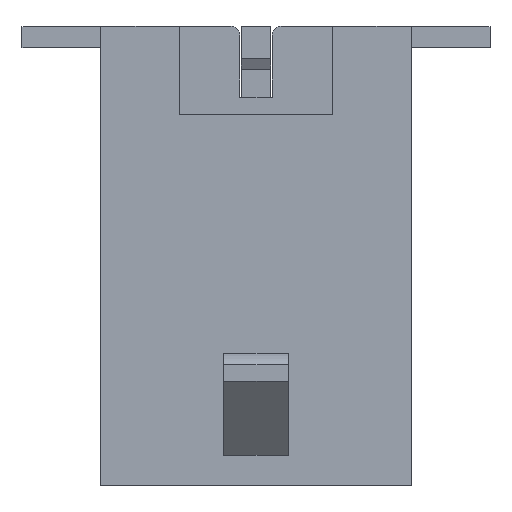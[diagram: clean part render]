
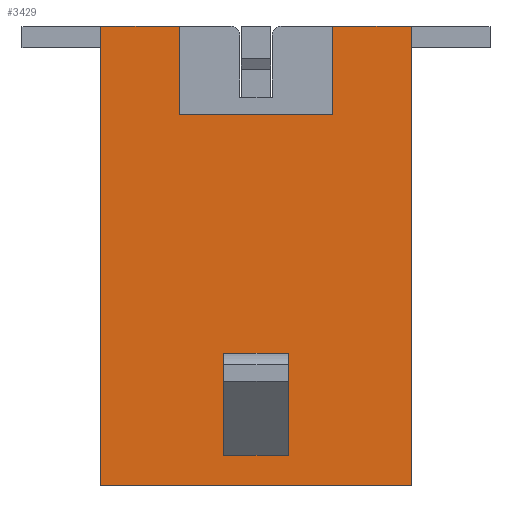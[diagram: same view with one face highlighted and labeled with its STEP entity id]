
A CAD part, top view. The second image highlights one B-rep face of the part: STEP entity #3429.
In plain terms, the highlighted planar face has unit normal (0, 0, 1).
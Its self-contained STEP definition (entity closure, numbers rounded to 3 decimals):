
#397=ORIENTED_EDGE('',*,*,#1331,.F.);
#398=ORIENTED_EDGE('',*,*,#1332,.F.);
#399=ORIENTED_EDGE('',*,*,#1333,.T.);
#400=ORIENTED_EDGE('',*,*,#1191,.F.);
#401=ORIENTED_EDGE('',*,*,#1330,.F.);
#402=ORIENTED_EDGE('',*,*,#1108,.T.);
#403=ORIENTED_EDGE('',*,*,#1321,.T.);
#404=ORIENTED_EDGE('',*,*,#1199,.F.);
#405=ORIENTED_EDGE('',*,*,#1334,.T.);
#406=ORIENTED_EDGE('',*,*,#1335,.T.);
#407=ORIENTED_EDGE('',*,*,#1336,.F.);
#408=ORIENTED_EDGE('',*,*,#1337,.F.);
#1108=EDGE_CURVE('',#1612,#1611,#1945,.T.);
#1191=EDGE_CURVE('',#1689,#1690,#2028,.T.);
#1199=EDGE_CURVE('',#1695,#1696,#2036,.T.);
#1321=EDGE_CURVE('',#1611,#1696,#2157,.T.);
#1330=EDGE_CURVE('',#1612,#1689,#2166,.T.);
#1331=EDGE_CURVE('',#1781,#1695,#2167,.T.);
#1332=EDGE_CURVE('',#1782,#1781,#2168,.T.);
#1333=EDGE_CURVE('',#1782,#1690,#2169,.T.);
#1334=EDGE_CURVE('',#1783,#1784,#2170,.T.);
#1335=EDGE_CURVE('',#1784,#1785,#2171,.T.);
#1336=EDGE_CURVE('',#1786,#1785,#2172,.T.);
#1337=EDGE_CURVE('',#1783,#1786,#2173,.T.);
#1611=VERTEX_POINT('',#4734);
#1612=VERTEX_POINT('',#4736);
#1689=VERTEX_POINT('',#4903);
#1690=VERTEX_POINT('',#4905);
#1695=VERTEX_POINT('',#4919);
#1696=VERTEX_POINT('',#4921);
#1781=VERTEX_POINT('',#5155);
#1782=VERTEX_POINT('',#5157);
#1783=VERTEX_POINT('',#5160);
#1784=VERTEX_POINT('',#5161);
#1785=VERTEX_POINT('',#5163);
#1786=VERTEX_POINT('',#5165);
#1945=LINE('',#4735,#2432);
#2028=LINE('',#4904,#2515);
#2036=LINE('',#4920,#2523);
#2157=LINE('',#5136,#2644);
#2166=LINE('',#5152,#2653);
#2167=LINE('',#5154,#2654);
#2168=LINE('',#5156,#2655);
#2169=LINE('',#5158,#2656);
#2170=LINE('',#5159,#2657);
#2171=LINE('',#5162,#2658);
#2172=LINE('',#5164,#2659);
#2173=LINE('',#5166,#2660);
#2432=VECTOR('',#3838,1000.);
#2515=VECTOR('',#3937,1000.);
#2523=VECTOR('',#3949,1000.);
#2644=VECTOR('',#4098,1000.);
#2653=VECTOR('',#4113,1000.);
#2654=VECTOR('',#4116,1000.);
#2655=VECTOR('',#4117,1000.);
#2656=VECTOR('',#4118,1000.);
#2657=VECTOR('',#4119,1000.);
#2658=VECTOR('',#4120,1000.);
#2659=VECTOR('',#4121,1000.);
#2660=VECTOR('',#4122,1000.);
#2923=EDGE_LOOP('',(#397,#398,#399,#400,#401,#402,#403,#404));
#2924=EDGE_LOOP('',(#405,#406,#407,#408));
#3100=FACE_BOUND('',#2923,.T.);
#3101=FACE_BOUND('',#2924,.T.);
#3269=PLANE('',#3636);
#3429=ADVANCED_FACE('',(#3100,#3101),#3269,.T.);
#3636=AXIS2_PLACEMENT_3D('',#5153,#4114,#4115);
#3838=DIRECTION('',(1.,0.,0.));
#3937=DIRECTION('',(1.,0.,0.));
#3949=DIRECTION('',(1.,0.,0.));
#4098=DIRECTION('',(0.,1.,0.));
#4113=DIRECTION('',(0.,1.,0.));
#4114=DIRECTION('',(0.,0.,1.));
#4115=DIRECTION('',(1.,0.,0.));
#4116=DIRECTION('',(0.,1.,0.));
#4117=DIRECTION('',(1.,0.,0.));
#4118=DIRECTION('',(0.,1.,0.));
#4119=DIRECTION('',(0.,-1.,0.));
#4120=DIRECTION('',(-1.,0.,0.));
#4121=DIRECTION('',(0.,-1.,0.));
#4122=DIRECTION('',(-1.,0.,0.));
#4734=CARTESIAN_POINT('',(3.35,-4.95,3.68));
#4735=CARTESIAN_POINT('',(-3.35,-4.95,3.68));
#4736=CARTESIAN_POINT('',(-3.35,-4.95,3.68));
#4903=CARTESIAN_POINT('',(-3.35,4.95,3.68));
#4904=CARTESIAN_POINT('',(-3.35,4.95,3.68));
#4905=CARTESIAN_POINT('',(-1.65,4.95,3.68));
#4919=CARTESIAN_POINT('',(1.65,4.95,3.68));
#4920=CARTESIAN_POINT('',(-3.35,4.95,3.68));
#4921=CARTESIAN_POINT('',(3.35,4.95,3.68));
#5136=CARTESIAN_POINT('',(3.35,-4.95,3.68));
#5152=CARTESIAN_POINT('',(-3.35,-4.95,3.68));
#5153=CARTESIAN_POINT('',(-3.35,-4.95,3.68));
#5154=CARTESIAN_POINT('',(1.65,3.05,3.68));
#5155=CARTESIAN_POINT('',(1.65,3.05,3.68));
#5156=CARTESIAN_POINT('',(-1.65,3.05,3.68));
#5157=CARTESIAN_POINT('',(-1.65,3.05,3.68));
#5158=CARTESIAN_POINT('',(-1.65,3.05,3.68));
#5159=CARTESIAN_POINT('',(0.7,-2.1,3.68));
#5160=CARTESIAN_POINT('',(0.7,-2.1,3.68));
#5161=CARTESIAN_POINT('',(0.7,-4.3,3.68));
#5162=CARTESIAN_POINT('',(0.7,-4.3,3.68));
#5163=CARTESIAN_POINT('',(-0.7,-4.3,3.68));
#5164=CARTESIAN_POINT('',(-0.7,-2.1,3.68));
#5165=CARTESIAN_POINT('',(-0.7,-2.1,3.68));
#5166=CARTESIAN_POINT('',(0.7,-2.1,3.68));
